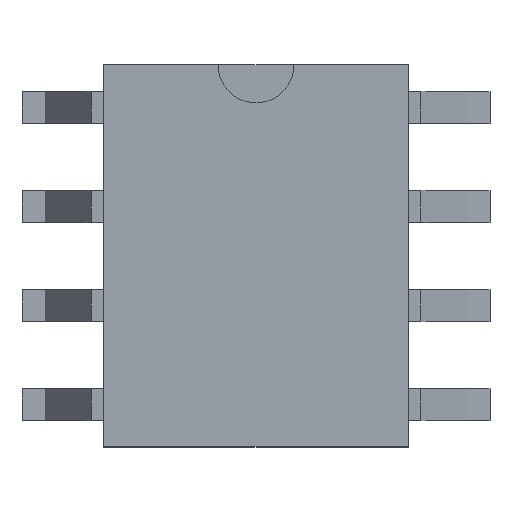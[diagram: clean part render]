
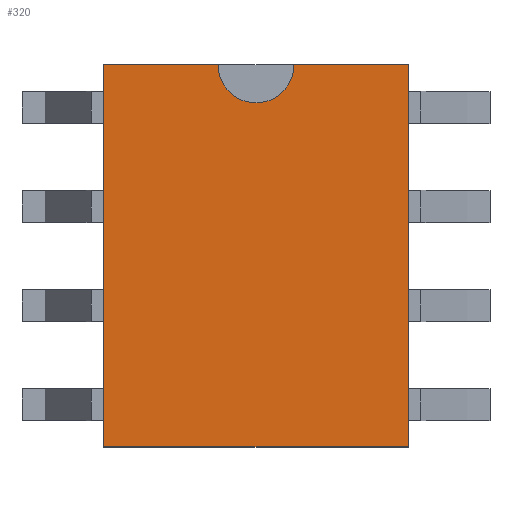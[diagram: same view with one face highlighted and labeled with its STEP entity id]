
A CAD part, top view. The second image highlights one B-rep face of the part: STEP entity #320.
In plain terms, the highlighted planar face has unit normal (0, 0, 1).
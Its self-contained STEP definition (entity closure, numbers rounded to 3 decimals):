
#131 = VERTEX_POINT('',#132);
#132 = CARTESIAN_POINT('',(0.,0.,1.575));
#139 = PLANE('',#140);
#140 = AXIS2_PLACEMENT_3D('',#141,#142,#143);
#141 = CARTESIAN_POINT('',(0.,0.,0.));
#142 = DIRECTION('',(1.,0.,0.));
#143 = DIRECTION('',(0.,0.,1.));
#151 = PLANE('',#152);
#152 = AXIS2_PLACEMENT_3D('',#153,#154,#155);
#153 = CARTESIAN_POINT('',(0.,0.,0.));
#154 = DIRECTION('',(0.,1.,0.));
#155 = DIRECTION('',(0.,0.,1.));
#192 = VERTEX_POINT('',#193);
#193 = CARTESIAN_POINT('',(0.,4.9,1.575));
#207 = PLANE('',#208);
#208 = AXIS2_PLACEMENT_3D('',#209,#210,#211);
#209 = CARTESIAN_POINT('',(0.,4.9,0.));
#210 = DIRECTION('',(0.,1.,0.));
#211 = DIRECTION('',(0.,0.,1.));
#219 = EDGE_CURVE('',#131,#192,#220,.T.);
#220 = SURFACE_CURVE('',#221,(#225,#232),.PCURVE_S1.);
#221 = LINE('',#222,#223);
#222 = CARTESIAN_POINT('',(0.,0.,1.575));
#223 = VECTOR('',#224,1.);
#224 = DIRECTION('',(0.,1.,0.));
#225 = PCURVE('',#139,#226);
#226 = DEFINITIONAL_REPRESENTATION('',(#227),#231);
#227 = LINE('',#228,#229);
#228 = CARTESIAN_POINT('',(1.575,0.));
#229 = VECTOR('',#230,1.);
#230 = DIRECTION('',(0.,-1.));
#231 = ( GEOMETRIC_REPRESENTATION_CONTEXT(2) 
PARAMETRIC_REPRESENTATION_CONTEXT() REPRESENTATION_CONTEXT('2D SPACE',''
  ) );
#232 = PCURVE('',#233,#238);
#233 = PLANE('',#234);
#234 = AXIS2_PLACEMENT_3D('',#235,#236,#237);
#235 = CARTESIAN_POINT('',(0.,0.,1.575));
#236 = DIRECTION('',(0.,0.,1.));
#237 = DIRECTION('',(1.,0.,0.));
#238 = DEFINITIONAL_REPRESENTATION('',(#239),#243);
#239 = LINE('',#240,#241);
#240 = CARTESIAN_POINT('',(0.,0.));
#241 = VECTOR('',#242,1.);
#242 = DIRECTION('',(0.,1.));
#243 = ( GEOMETRIC_REPRESENTATION_CONTEXT(2) 
PARAMETRIC_REPRESENTATION_CONTEXT() REPRESENTATION_CONTEXT('2D SPACE',''
  ) );
#272 = EDGE_CURVE('',#131,#273,#275,.T.);
#273 = VERTEX_POINT('',#274);
#274 = CARTESIAN_POINT('',(3.9,0.,1.575));
#275 = SURFACE_CURVE('',#276,(#280,#287),.PCURVE_S1.);
#276 = LINE('',#277,#278);
#277 = CARTESIAN_POINT('',(0.,0.,1.575));
#278 = VECTOR('',#279,1.);
#279 = DIRECTION('',(1.,0.,0.));
#280 = PCURVE('',#151,#281);
#281 = DEFINITIONAL_REPRESENTATION('',(#282),#286);
#282 = LINE('',#283,#284);
#283 = CARTESIAN_POINT('',(1.575,0.));
#284 = VECTOR('',#285,1.);
#285 = DIRECTION('',(0.,1.));
#286 = ( GEOMETRIC_REPRESENTATION_CONTEXT(2) 
PARAMETRIC_REPRESENTATION_CONTEXT() REPRESENTATION_CONTEXT('2D SPACE',''
  ) );
#287 = PCURVE('',#233,#288);
#288 = DEFINITIONAL_REPRESENTATION('',(#289),#293);
#289 = LINE('',#290,#291);
#290 = CARTESIAN_POINT('',(0.,0.));
#291 = VECTOR('',#292,1.);
#292 = DIRECTION('',(1.,0.));
#293 = ( GEOMETRIC_REPRESENTATION_CONTEXT(2) 
PARAMETRIC_REPRESENTATION_CONTEXT() REPRESENTATION_CONTEXT('2D SPACE',''
  ) );
#309 = PLANE('',#310);
#310 = AXIS2_PLACEMENT_3D('',#311,#312,#313);
#311 = CARTESIAN_POINT('',(3.9,0.,0.));
#312 = DIRECTION('',(1.,0.,0.));
#313 = DIRECTION('',(0.,0.,1.));
#320 = ADVANCED_FACE('',(#321),#233,.T.);
#321 = FACE_BOUND('',#322,.T.);
#322 = EDGE_LOOP('',(#323,#346,#347,#348,#371,#394));
#323 = ORIENTED_EDGE('',*,*,#324,.F.);
#324 = EDGE_CURVE('',#192,#325,#327,.T.);
#325 = VERTEX_POINT('',#326);
#326 = CARTESIAN_POINT('',(1.463,4.9,1.575));
#327 = SURFACE_CURVE('',#328,(#332,#339),.PCURVE_S1.);
#328 = LINE('',#329,#330);
#329 = CARTESIAN_POINT('',(0.,4.9,1.575));
#330 = VECTOR('',#331,1.);
#331 = DIRECTION('',(1.,0.,0.));
#332 = PCURVE('',#233,#333);
#333 = DEFINITIONAL_REPRESENTATION('',(#334),#338);
#334 = LINE('',#335,#336);
#335 = CARTESIAN_POINT('',(0.,4.9));
#336 = VECTOR('',#337,1.);
#337 = DIRECTION('',(1.,0.));
#338 = ( GEOMETRIC_REPRESENTATION_CONTEXT(2) 
PARAMETRIC_REPRESENTATION_CONTEXT() REPRESENTATION_CONTEXT('2D SPACE',''
  ) );
#339 = PCURVE('',#207,#340);
#340 = DEFINITIONAL_REPRESENTATION('',(#341),#345);
#341 = LINE('',#342,#343);
#342 = CARTESIAN_POINT('',(1.575,0.));
#343 = VECTOR('',#344,1.);
#344 = DIRECTION('',(0.,1.));
#345 = ( GEOMETRIC_REPRESENTATION_CONTEXT(2) 
PARAMETRIC_REPRESENTATION_CONTEXT() REPRESENTATION_CONTEXT('2D SPACE',''
  ) );
#346 = ORIENTED_EDGE('',*,*,#219,.F.);
#347 = ORIENTED_EDGE('',*,*,#272,.T.);
#348 = ORIENTED_EDGE('',*,*,#349,.T.);
#349 = EDGE_CURVE('',#273,#350,#352,.T.);
#350 = VERTEX_POINT('',#351);
#351 = CARTESIAN_POINT('',(3.9,4.9,1.575));
#352 = SURFACE_CURVE('',#353,(#357,#364),.PCURVE_S1.);
#353 = LINE('',#354,#355);
#354 = CARTESIAN_POINT('',(3.9,0.,1.575));
#355 = VECTOR('',#356,1.);
#356 = DIRECTION('',(0.,1.,0.));
#357 = PCURVE('',#233,#358);
#358 = DEFINITIONAL_REPRESENTATION('',(#359),#363);
#359 = LINE('',#360,#361);
#360 = CARTESIAN_POINT('',(3.9,0.));
#361 = VECTOR('',#362,1.);
#362 = DIRECTION('',(0.,1.));
#363 = ( GEOMETRIC_REPRESENTATION_CONTEXT(2) 
PARAMETRIC_REPRESENTATION_CONTEXT() REPRESENTATION_CONTEXT('2D SPACE',''
  ) );
#364 = PCURVE('',#309,#365);
#365 = DEFINITIONAL_REPRESENTATION('',(#366),#370);
#366 = LINE('',#367,#368);
#367 = CARTESIAN_POINT('',(1.575,0.));
#368 = VECTOR('',#369,1.);
#369 = DIRECTION('',(0.,-1.));
#370 = ( GEOMETRIC_REPRESENTATION_CONTEXT(2) 
PARAMETRIC_REPRESENTATION_CONTEXT() REPRESENTATION_CONTEXT('2D SPACE',''
  ) );
#371 = ORIENTED_EDGE('',*,*,#372,.F.);
#372 = EDGE_CURVE('',#373,#350,#375,.T.);
#373 = VERTEX_POINT('',#374);
#374 = CARTESIAN_POINT('',(2.438,4.9,1.575));
#375 = SURFACE_CURVE('',#376,(#380,#387),.PCURVE_S1.);
#376 = LINE('',#377,#378);
#377 = CARTESIAN_POINT('',(0.,4.9,1.575));
#378 = VECTOR('',#379,1.);
#379 = DIRECTION('',(1.,0.,0.));
#380 = PCURVE('',#233,#381);
#381 = DEFINITIONAL_REPRESENTATION('',(#382),#386);
#382 = LINE('',#383,#384);
#383 = CARTESIAN_POINT('',(0.,4.9));
#384 = VECTOR('',#385,1.);
#385 = DIRECTION('',(1.,0.));
#386 = ( GEOMETRIC_REPRESENTATION_CONTEXT(2) 
PARAMETRIC_REPRESENTATION_CONTEXT() REPRESENTATION_CONTEXT('2D SPACE',''
  ) );
#387 = PCURVE('',#207,#388);
#388 = DEFINITIONAL_REPRESENTATION('',(#389),#393);
#389 = LINE('',#390,#391);
#390 = CARTESIAN_POINT('',(1.575,0.));
#391 = VECTOR('',#392,1.);
#392 = DIRECTION('',(0.,1.));
#393 = ( GEOMETRIC_REPRESENTATION_CONTEXT(2) 
PARAMETRIC_REPRESENTATION_CONTEXT() REPRESENTATION_CONTEXT('2D SPACE',''
  ) );
#394 = ORIENTED_EDGE('',*,*,#395,.F.);
#395 = EDGE_CURVE('',#325,#373,#396,.T.);
#396 = SURFACE_CURVE('',#397,(#402,#409),.PCURVE_S1.);
#397 = CIRCLE('',#398,0.488);
#398 = AXIS2_PLACEMENT_3D('',#399,#400,#401);
#399 = CARTESIAN_POINT('',(1.95,4.9,1.575));
#400 = DIRECTION('',(0.,0.,1.));
#401 = DIRECTION('',(1.,0.,0.));
#402 = PCURVE('',#233,#403);
#403 = DEFINITIONAL_REPRESENTATION('',(#404),#408);
#404 = CIRCLE('',#405,0.488);
#405 = AXIS2_PLACEMENT_2D('',#406,#407);
#406 = CARTESIAN_POINT('',(1.95,4.9));
#407 = DIRECTION('',(1.,0.));
#408 = ( GEOMETRIC_REPRESENTATION_CONTEXT(2) 
PARAMETRIC_REPRESENTATION_CONTEXT() REPRESENTATION_CONTEXT('2D SPACE',''
  ) );
#409 = PCURVE('',#410,#415);
#410 = CYLINDRICAL_SURFACE('',#411,0.488);
#411 = AXIS2_PLACEMENT_3D('',#412,#413,#414);
#412 = CARTESIAN_POINT('',(1.95,4.9,1.575));
#413 = DIRECTION('',(0.,0.,1.));
#414 = DIRECTION('',(1.,0.,0.));
#415 = DEFINITIONAL_REPRESENTATION('',(#416),#420);
#416 = LINE('',#417,#418);
#417 = CARTESIAN_POINT('',(0.,0.));
#418 = VECTOR('',#419,1.);
#419 = DIRECTION('',(1.,0.));
#420 = ( GEOMETRIC_REPRESENTATION_CONTEXT(2) 
PARAMETRIC_REPRESENTATION_CONTEXT() REPRESENTATION_CONTEXT('2D SPACE',''
  ) );
